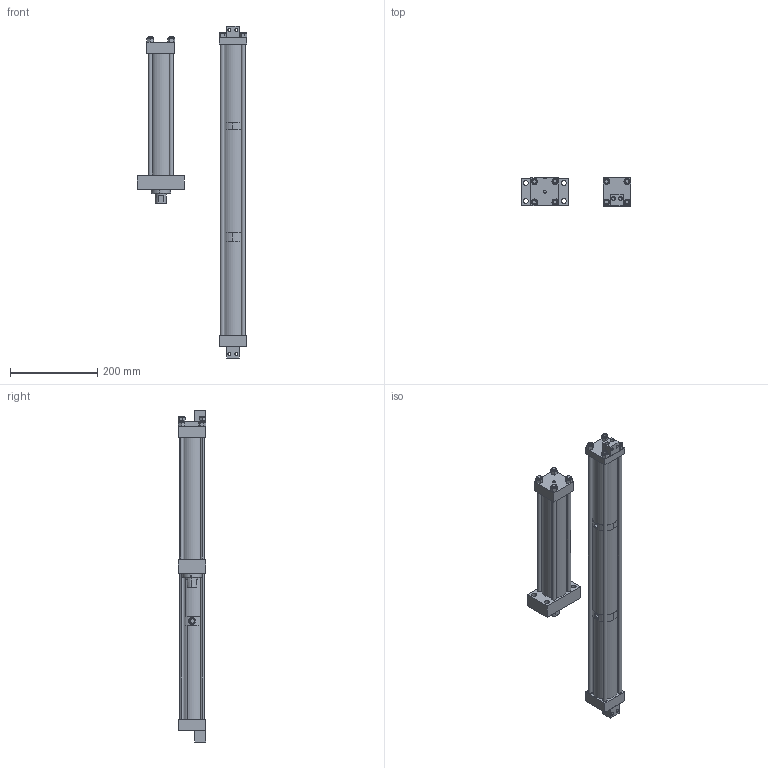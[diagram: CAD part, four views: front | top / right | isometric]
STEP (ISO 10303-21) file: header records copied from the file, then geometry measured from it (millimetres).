
FILE_DESCRIPTION (( 'STEP AP203' ), '1' );
FILE_NAME ('HPS-1-4.00-.75-FH.STEP', '2020-05-19T12:25:12', ( '' ), ( '' ), 'SwSTEP 2.0', 'SolidWorks 2018', '' );
FILE_SCHEMA (( 'CONFIG_CONTROL_DESIGN' ));
Length unit declared in the file: inch
Products named in the file (17): E0163_4.00-.75(27.929"); ES0105_4.0; E0104; E0164; F0103; E0159; E0161_.75(7.097"); E0101; E01BRK; ES0114_.75(8.535"); G0110; E0113; E0160_4.0; F0162; NLN .375; HPS-1-4.00-.75-FH; E0111_4.0
Assembly tree (30 placements, depth 2):
  HPS-1-4.00-.75-FH
    E0159
    E0104
    E0101
    F0103
    NLN .375  x8
    F0162
    G0110
    E0113
    E0164
    E01BRK  x2
    ES0105_4.0
    E0160_4.0  x4
    E0161_.75(7.097")
    E0111_4.0
    ES0114_.75(8.535")
    E0163_4.00-.75(27.929")  x4
Bounding box: 250.8 x 63.5 x 760.2 mm (x, y, z)
Volume: 1508014.9 mm3; surface area: 611158.2 mm2
Topology: 30 solids, 30 shells, 497 faces, 1116 edges, 730 vertices
Faces by surface type: cylinder 261, plane 202, cone 34
Entity records: 12916 total; most frequent: CARTESIAN_POINT 2604, DIRECTION 1845, ORIENTED_EDGE 1532, EDGE_CURVE 766, AXIS2_PLACEMENT_3D 763, VERTEX_POINT 498, EDGE_LOOP 454, CIRCLE 393
